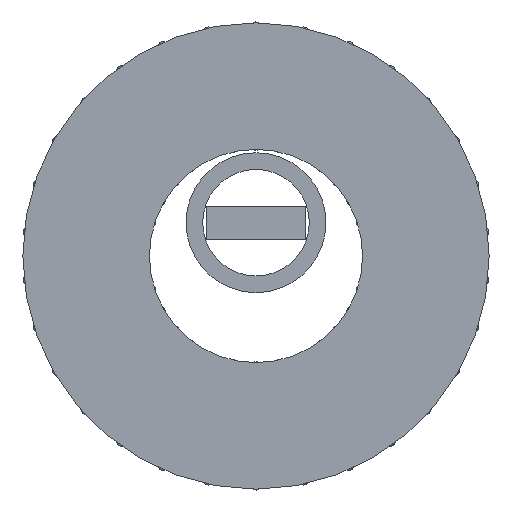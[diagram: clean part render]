
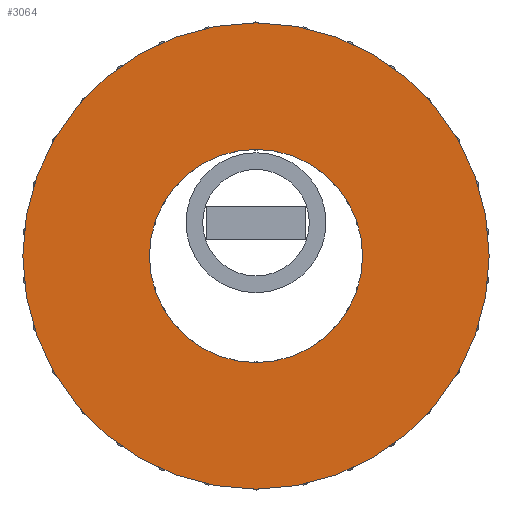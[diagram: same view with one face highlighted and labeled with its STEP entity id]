
A CAD part, left-side view. The second image highlights one B-rep face of the part: STEP entity #3064.
In plain terms, the highlighted planar face has unit normal (-1, 0, 0).
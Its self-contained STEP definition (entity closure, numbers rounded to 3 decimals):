
#438=FACE_BOUND('',#1696,.T.);
#745=CIRCLE('',#4334,3.2);
#747=CIRCLE('',#4337,7.);
#1174=FACE_OUTER_BOUND('',#1695,.T.);
#1695=EDGE_LOOP('',(#2779));
#1696=EDGE_LOOP('',(#2780));
#1965=VERTEX_POINT('',#7007);
#1967=VERTEX_POINT('',#7012);
#2237=EDGE_CURVE('',#1965,#1965,#745,.T.);
#2239=EDGE_CURVE('',#1967,#1967,#747,.T.);
#2779=ORIENTED_EDGE('',*,*,#2239,.T.);
#2780=ORIENTED_EDGE('',*,*,#2237,.T.);
#2800=PLANE('',#4340);
#3064=ADVANCED_FACE('',(#1174,#438),#2800,.T.);
#4334=AXIS2_PLACEMENT_3D('',#7008,#5618,#5619);
#4337=AXIS2_PLACEMENT_3D('',#7013,#5624,#5625);
#4340=AXIS2_PLACEMENT_3D('',#7017,#5630,#5631);
#5618=DIRECTION('center_axis',(1.,0.,0.));
#5619=DIRECTION('ref_axis',(0.,-1.,0.));
#5624=DIRECTION('center_axis',(-1.,0.,0.));
#5625=DIRECTION('ref_axis',(0.,-1.,0.));
#5630=DIRECTION('center_axis',(-1.,0.,0.));
#5631=DIRECTION('ref_axis',(0.,0.,1.));
#7007=CARTESIAN_POINT('',(-4.7,3.2,-0.5));
#7008=CARTESIAN_POINT('Origin',(-4.7,0.,-0.5));
#7012=CARTESIAN_POINT('',(-4.7,7.,-0.5));
#7013=CARTESIAN_POINT('Origin',(-4.7,0.,-0.5));
#7017=CARTESIAN_POINT('Origin',(-4.7,0.,-0.5));
